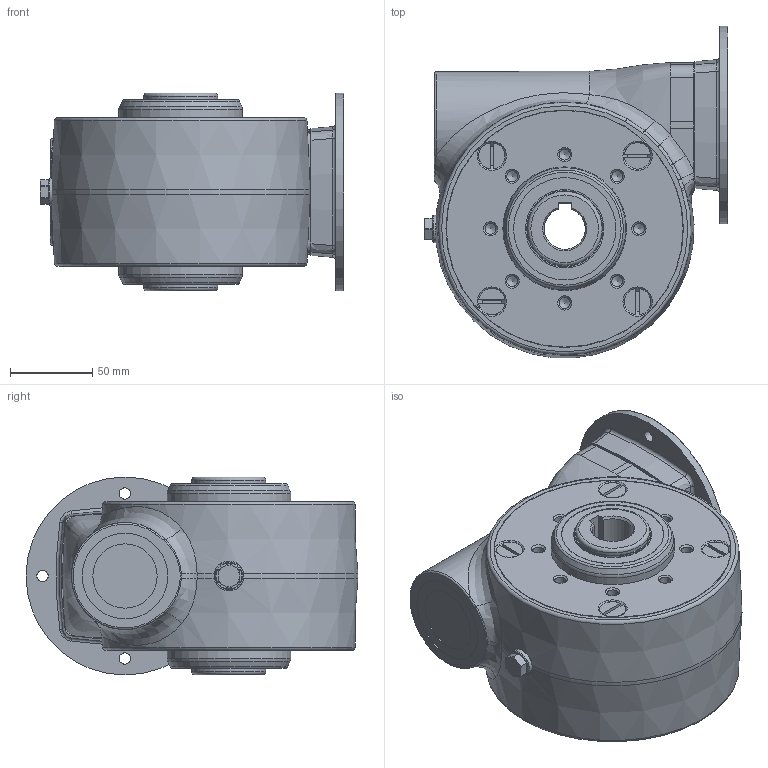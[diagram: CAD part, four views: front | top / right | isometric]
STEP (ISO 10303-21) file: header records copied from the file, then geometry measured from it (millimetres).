
FILE_DESCRIPTION(/* description */ ('Unknown'),/* implementation_level */ '2;1');
FILE_NAME(/* name */ '_P_N63_UNI_N_xxx_0_MF_I_N_N_-R_B3_-D_',/* time_stamp */ '2025-09-10T13:30:07+02:00',/* author */ ('Unknown'),/* organization */ ('Unknown'),/* preprocessor_version */ 'ST-DEVELOPER v18.104',/* originating_system */ 'Solid Edge',/* authorisation */ 'Unknown');
FILE_SCHEMA (('AP203_CONFIGURATION_CONTROLLED_3D_DESIGN_OF_MECHANICAL_PARTS_AND_ASSEMBLIES_MIM_LF { 1 0 10303 203 3 1 4 }','AUTOMOTIVE_DESIGN {1 0 10303 214 3 1 1}'));
Length unit declared in the file: millimetre
Products named in the file (6): _P_N63_UNI_N_xxx_0_MF_I_N_N_-R_B3_-D_; _B_N63_; C405093P; I634046; VTBIM08x16
Assembly tree (8 placements, depth 3):
  _P_N63_UNI_N_xxx_0_MF_I_N_N_-R_B3_-D_
    _B_N63_
    C405093P
    I634046
      I634046
      VTBIM08x16  x4
Bounding box: 184.3 x 201.26 x 120 mm (x, y, z)
Volume: 2129471.6 mm3; surface area: 167396.6 mm2
Topology: 7 solids, 8 shells, 427 faces, 1055 edges, 682 vertices
Faces by surface type: plane 139, cylinder 98, cone 96, bspline 59, torus 35
Full cylindrical faces by diameter (mm): 6.647 x20, 7 x4, 8 x4, 9 x4, 13 x4, 14 x4, 16.662 x1, 18 x1, 24.5 x1, 30 x1, 35 x2, 39 x1, 45 x2, 46 x2, 47 x1, 47.5 x2, 52 x1, 62 x5, 69.2 x2, 75 x2, 120 x1, 144 x1
Entity records: 16989 total; most frequent: CARTESIAN_POINT 7144, DIRECTION 1544, ORIENTED_EDGE 1420, EDGE_CURVE 710, AXIS2_PLACEMENT_3D 698, FACE_BOUND 595, EDGE_LOOP 575, VERTEX_POINT 533
